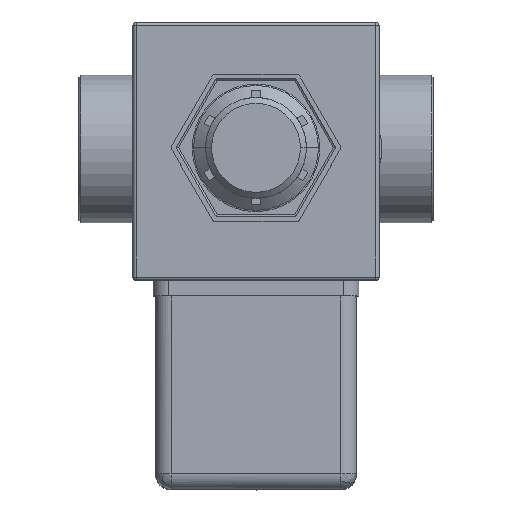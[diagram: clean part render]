
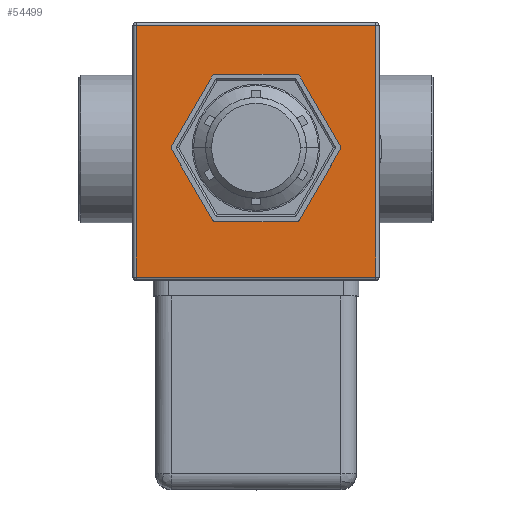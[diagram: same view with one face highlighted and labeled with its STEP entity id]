
A CAD part, top view. The second image highlights one B-rep face of the part: STEP entity #54499.
In plain terms, the highlighted planar face has unit normal (0, 0, 1).
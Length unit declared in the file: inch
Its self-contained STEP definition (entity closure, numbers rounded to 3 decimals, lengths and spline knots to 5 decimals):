
#333 = DIRECTION ( 'NONE',  ( 1., 0., 0. ) ) ;
#1106 = DIRECTION ( 'NONE',  ( -1., 0., 0. ) ) ;
#3568 = CARTESIAN_POINT ( 'NONE',  ( 0.51401, -0.95734, 2.716 ) ) ;
#3583 = CARTESIAN_POINT ( 'NONE',  ( 0.10971, -0.65588, 2.716 ) ) ;
#7392 = EDGE_CURVE ( 'NONE', #64913, #24886, #10930, .T. ) ;
#7660 = CARTESIAN_POINT ( 'NONE',  ( 0.10971, 0.05412, 2.716 ) ) ;
#7798 = CARTESIAN_POINT ( 'NONE',  ( 0.013, -0.65588, 2.716 ) ) ;
#8482 = EDGE_CURVE ( 'NONE', #91542, #90513, #79050, .T. ) ;
#10930 = LINE ( 'NONE', #44859, #27599 ) ;
#11307 = CARTESIAN_POINT ( 'NONE',  ( -0.50517, -0.30088, 2.716 ) ) ;
#11757 = LINE ( 'NONE', #61646, #49634 ) ;
#12394 = EDGE_LOOP ( 'NONE', ( #73010, #69510, #29259, #15449 ) ) ;
#14732 = VECTOR ( 'NONE', #85906, 39.37008 ) ;
#15449 = ORIENTED_EDGE ( 'NONE', *, *, #45436, .T. ) ;
#16968 = LINE ( 'NONE', #86381, #69313 ) ;
#17961 = EDGE_CURVE ( 'NONE', #52475, #45553, #45871, .T. ) ;
#18971 = DIRECTION ( 'NONE',  ( 0., 1., 0. ) ) ;
#22238 = VECTOR ( 'NONE', #38135, 39.37008 ) ;
#23617 = EDGE_CURVE ( 'NONE', #29346, #91542, #88291, .T. ) ;
#24217 = LINE ( 'NONE', #27370, #59855 ) ;
#24886 = VERTEX_POINT ( 'NONE', #59885 ) ;
#25699 = VERTEX_POINT ( 'NONE', #28232 ) ;
#27370 = CARTESIAN_POINT ( 'NONE',  ( -0.45682, -0.21713, 2.716 ) ) ;
#27387 = VECTOR ( 'NONE', #33613, 39.37008 ) ;
#27599 = VECTOR ( 'NONE', #59214, 39.37008 ) ;
#28232 = CARTESIAN_POINT ( 'NONE',  ( -0.70399, 0.32266, 2.716 ) ) ;
#28757 = VERTEX_POINT ( 'NONE', #31432 ) ;
#29170 = VECTOR ( 'NONE', #67133, 39.37008 ) ;
#29259 = ORIENTED_EDGE ( 'NONE', *, *, #79705, .T. ) ;
#29346 = VERTEX_POINT ( 'NONE', #3583 ) ;
#31337 = CARTESIAN_POINT ( 'NONE',  ( 0.15806, -0.02963, 2.716 ) ) ;
#31432 = CARTESIAN_POINT ( 'NONE',  ( -0.30021, 0.05412, 2.716 ) ) ;
#31704 = DIRECTION ( 'NONE',  ( 0., -1., 0. ) ) ;
#32060 = FACE_BOUND ( 'NONE', #54050, .T. ) ;
#33613 = DIRECTION ( 'NONE',  ( -1., 0., 0. ) ) ;
#34104 = CARTESIAN_POINT ( 'NONE',  ( -0.09499, -0.31734, 2.716 ) ) ;
#34563 = AXIS2_PLACEMENT_3D ( 'NONE', #34104, #83864, #41205 ) ;
#38135 = DIRECTION ( 'NONE',  ( -0.5, 0.866, 0. ) ) ;
#38508 = CARTESIAN_POINT ( 'NONE',  ( -0.09499, -0.95734, 2.716 ) ) ;
#38723 = EDGE_CURVE ( 'NONE', #24886, #29346, #40386, .T. ) ;
#38794 = CARTESIAN_POINT ( 'NONE',  ( -0.70399, -0.31734, 2.716 ) ) ;
#40386 = LINE ( 'NONE', #7798, #76051 ) ;
#41205 = DIRECTION ( 'NONE',  ( 1., 0., 0. ) ) ;
#42304 = ORIENTED_EDGE ( 'NONE', *, *, #7392, .F. ) ;
#43233 = CARTESIAN_POINT ( 'NONE',  ( 0.26631, -0.38463, 2.716 ) ) ;
#43793 = EDGE_CURVE ( 'NONE', #28757, #64913, #24217, .T. ) ;
#44119 = ORIENTED_EDGE ( 'NONE', *, *, #65453, .F. ) ;
#44859 = CARTESIAN_POINT ( 'NONE',  ( -0.34856, -0.57213, 2.716 ) ) ;
#45436 = EDGE_CURVE ( 'NONE', #92382, #25699, #16968, .T. ) ;
#45553 = VERTEX_POINT ( 'NONE', #3568 ) ;
#45871 = LINE ( 'NONE', #38508, #29170 ) ;
#46838 = CARTESIAN_POINT ( 'NONE',  ( 0.51401, 0.32266, 2.716 ) ) ;
#48852 = DIRECTION ( 'NONE',  ( -0.5, -0.866, 0. ) ) ;
#49634 = VECTOR ( 'NONE', #18971, 39.37008 ) ;
#52475 = VERTEX_POINT ( 'NONE', #83082 ) ;
#52846 = EDGE_CURVE ( 'NONE', #25699, #52475, #84960, .T. ) ;
#54050 = EDGE_LOOP ( 'NONE', ( #65502, #92281, #73396, #42304, #82677, #44119 ) ) ;
#54499 = ADVANCED_FACE ( 'NONE', ( #67643, #32060 ), #83549, .T. ) ;
#59214 = DIRECTION ( 'NONE',  ( 0.5, -0.866, 0. ) ) ;
#59855 = VECTOR ( 'NONE', #48852, 39.37008 ) ;
#59885 = CARTESIAN_POINT ( 'NONE',  ( -0.30021, -0.65588, 2.716 ) ) ;
#61646 = CARTESIAN_POINT ( 'NONE',  ( 0.51401, -0.31734, 2.716 ) ) ;
#64913 = VERTEX_POINT ( 'NONE', #11307 ) ;
#65453 = EDGE_CURVE ( 'NONE', #90513, #28757, #81945, .T. ) ;
#65502 = ORIENTED_EDGE ( 'NONE', *, *, #8482, .F. ) ;
#65994 = VECTOR ( 'NONE', #31704, 39.37008 ) ;
#67133 = DIRECTION ( 'NONE',  ( 1., 0., 0. ) ) ;
#67643 = FACE_OUTER_BOUND ( 'NONE', #12394, .T. ) ;
#69313 = VECTOR ( 'NONE', #1106, 39.37008 ) ;
#69510 = ORIENTED_EDGE ( 'NONE', *, *, #17961, .T. ) ;
#73010 = ORIENTED_EDGE ( 'NONE', *, *, #52846, .T. ) ;
#73396 = ORIENTED_EDGE ( 'NONE', *, *, #38723, .F. ) ;
#76051 = VECTOR ( 'NONE', #333, 39.37008 ) ;
#76237 = CARTESIAN_POINT ( 'NONE',  ( -0.20351, 0.05412, 2.716 ) ) ;
#77192 = CARTESIAN_POINT ( 'NONE',  ( 0.31467, -0.30088, 2.716 ) ) ;
#79050 = LINE ( 'NONE', #31337, #22238 ) ;
#79705 = EDGE_CURVE ( 'NONE', #45553, #92382, #11757, .T. ) ;
#81945 = LINE ( 'NONE', #76237, #27387 ) ;
#82677 = ORIENTED_EDGE ( 'NONE', *, *, #43793, .F. ) ;
#83082 = CARTESIAN_POINT ( 'NONE',  ( -0.70399, -0.95734, 2.716 ) ) ;
#83549 = PLANE ( 'NONE',  #34563 ) ;
#83864 = DIRECTION ( 'NONE',  ( 0., 0., 1. ) ) ;
#84960 = LINE ( 'NONE', #38794, #65994 ) ;
#85906 = DIRECTION ( 'NONE',  ( 0.5, 0.866, 0. ) ) ;
#86381 = CARTESIAN_POINT ( 'NONE',  ( -0.09499, 0.32266, 2.716 ) ) ;
#88291 = LINE ( 'NONE', #43233, #14732 ) ;
#90513 = VERTEX_POINT ( 'NONE', #7660 ) ;
#91542 = VERTEX_POINT ( 'NONE', #77192 ) ;
#92281 = ORIENTED_EDGE ( 'NONE', *, *, #23617, .F. ) ;
#92382 = VERTEX_POINT ( 'NONE', #46838 ) ;
